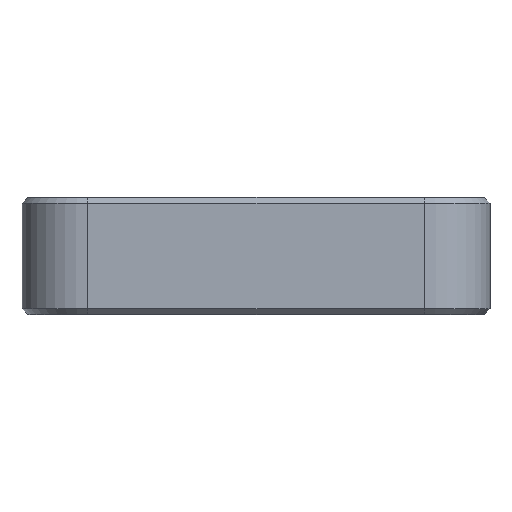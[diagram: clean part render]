
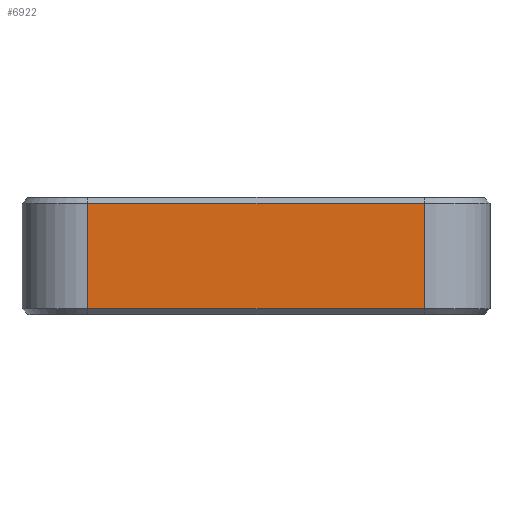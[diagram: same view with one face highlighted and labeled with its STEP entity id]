
A CAD part, left-side view. The second image highlights one B-rep face of the part: STEP entity #6922.
In plain terms, the highlighted planar face has unit normal (-1, 0, 0).
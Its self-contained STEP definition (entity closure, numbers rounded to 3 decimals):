
#361=PLANE('',#7345);
#558=FACE_OUTER_BOUND('',#970,.T.);
#970=EDGE_LOOP('',(#4754,#4755,#4756,#4757));
#1593=LINE('',#9605,#2286);
#1616=LINE('',#9662,#2309);
#1617=LINE('',#9666,#2310);
#1618=LINE('',#9667,#2311);
#2286=VECTOR('',#7862,10.);
#2309=VECTOR('',#7913,1.);
#2310=VECTOR('',#7918,1.);
#2311=VECTOR('',#7919,1.);
#2977=VERTEX_POINT('',#9595);
#2981=VERTEX_POINT('',#9604);
#3001=VERTEX_POINT('',#9661);
#3002=VERTEX_POINT('',#9665);
#3647=EDGE_CURVE('',#2977,#2981,#1593,.T.);
#3676=EDGE_CURVE('',#2981,#3001,#1616,.T.);
#3678=EDGE_CURVE('',#3002,#2977,#1617,.T.);
#3679=EDGE_CURVE('',#3002,#3001,#1618,.T.);
#4754=ORIENTED_EDGE('',*,*,#3647,.F.);
#4755=ORIENTED_EDGE('',*,*,#3678,.F.);
#4756=ORIENTED_EDGE('',*,*,#3679,.T.);
#4757=ORIENTED_EDGE('',*,*,#3676,.F.);
#6922=ADVANCED_FACE('',(#558),#361,.T.);
#7345=AXIS2_PLACEMENT_3D('',#9664,#7916,#7917);
#7862=DIRECTION('',(0.,1.,0.));
#7913=DIRECTION('',(0.,0.,1.));
#7916=DIRECTION('center_axis',(-1.,0.,0.));
#7917=DIRECTION('ref_axis',(0.,-1.,0.));
#7918=DIRECTION('',(0.,0.,-1.));
#7919=DIRECTION('',(0.,1.,0.));
#9595=CARTESIAN_POINT('',(-32.,-4.5,0.));
#9604=CARTESIAN_POINT('',(-32.,18.5,0.));
#9605=CARTESIAN_POINT('',(-32.,0.,0.));
#9661=CARTESIAN_POINT('',(-32.,18.5,7.2));
#9662=CARTESIAN_POINT('',(-32.,18.5,4.6));
#9664=CARTESIAN_POINT('Origin',(-32.,0.,3.4));
#9665=CARTESIAN_POINT('',(-32.,-4.5,7.2));
#9666=CARTESIAN_POINT('',(-32.,-4.5,0.4));
#9667=CARTESIAN_POINT('',(-32.,-4.5,7.2));
